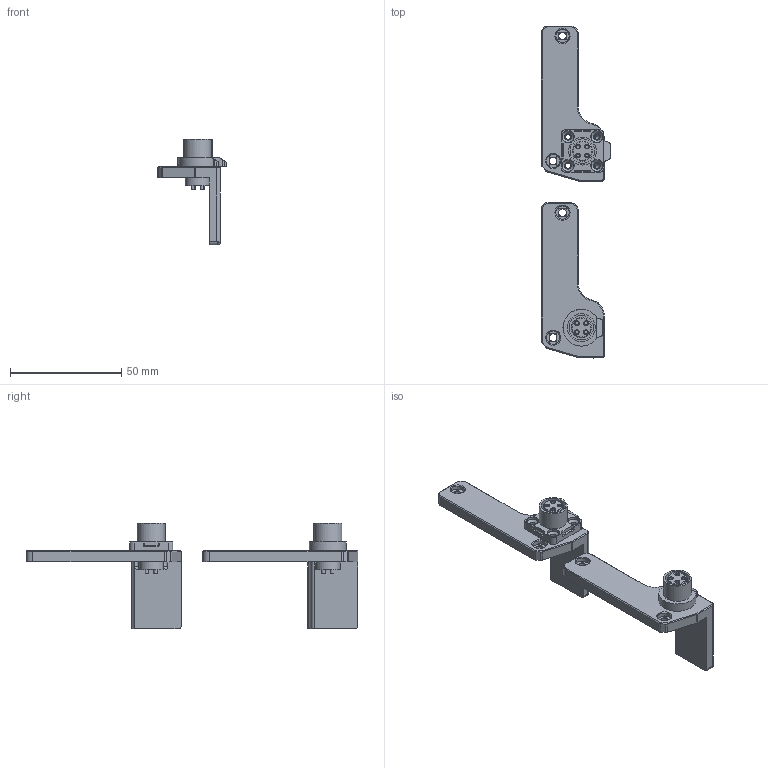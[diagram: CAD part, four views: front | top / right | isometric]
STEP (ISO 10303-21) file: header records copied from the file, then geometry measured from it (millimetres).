
FILE_DESCRIPTION(/* description */ (''),/* implementation_level */ '2;1');
FILE_NAME(/* name */ 'A_Drive_Umbilical.step',/* time_stamp */ '2023-02-06T11:45:31-08:00',/* author */ (''),/* organization */ (''),/* preprocessor_version */ 'ST-DEVELOPER v19.2',/* originating_system */ 'Autodesk Translation Framework v11.17.0.187',/* authorisation */ '');
FILE_SCHEMA (('AUTOMOTIVE_DESIGN { 1 0 10303 214 3 1 1 }','MODEL_BASED_INTEGRATED_MANUFACTURING_SCHEMA'));
Length unit declared in the file: millimetre
Products named in the file (5): (Unsaved); v2_a_drive_pg7_umbilical; CNLinko- M12_Threaded; v2_a_drive_CNLink-4pin_screw_mount; CNLinko- M12-4Screw_Mount
Assembly tree (4 placements, depth 3):
  (Unsaved)
    v2_a_drive_pg7_umbilical
      CNLinko- M12_Threaded
    v2_a_drive_CNLink-4pin_screw_mount
      CNLinko- M12-4Screw_Mount
Bounding box: 31.01 x 148.91 x 47.4 mm (x, y, z)
Volume: 23126.5 mm3; surface area: 15798.9 mm2
Topology: 4 solids, 4 shells, 342 faces, 823 edges, 517 vertices
Faces by surface type: plane 157, cylinder 130, cone 41, bspline 6, sphere 6, torus 2
Full cylindrical faces by diameter (mm): 1.2 x8, 1.5 x16, 2.3 x4, 3.2 x4, 3.4 x4, 5.5 x4, 6 x4, 9 x4, 11 x4, 11.4 x1, 11.43 x3, 12.5 x2, 12.65 x6
Entity records: 15971 total; most frequent: CARTESIAN_POINT 7791, DIRECTION 1715, ORIENTED_EDGE 1630, EDGE_CURVE 815, AXIS2_PLACEMENT_3D 644, VERTEX_POINT 517, LINE 427, VECTOR 427
